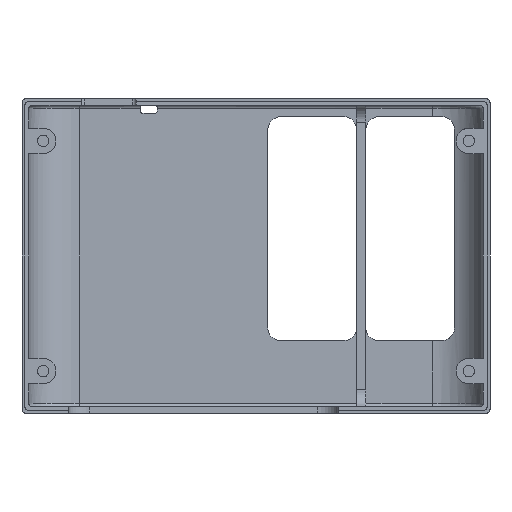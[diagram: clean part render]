
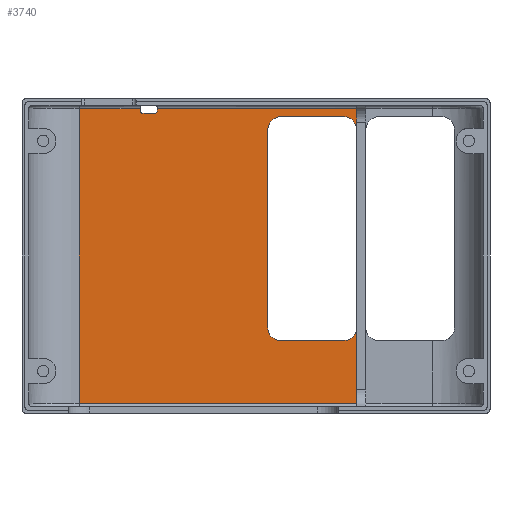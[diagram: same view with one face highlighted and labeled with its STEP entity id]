
A CAD part, front view. The second image highlights one B-rep face of the part: STEP entity #3740.
In plain terms, the highlighted planar face has unit normal (0, -1, 0).
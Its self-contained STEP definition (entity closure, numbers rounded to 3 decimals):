
#8 = DIRECTION ( 'NONE',  ( 1., 0., 0. ) ) ;
#21 = EDGE_CURVE ( 'NONE', #7700, #1951, #5500, .T. ) ;
#50 = CARTESIAN_POINT ( 'NONE',  ( -22.317, 18., 15.648 ) ) ;
#64 = DIRECTION ( 'NONE',  ( 0., 0., -1. ) ) ;
#157 = DIRECTION ( 'NONE',  ( 0., 0., 1. ) ) ;
#174 = ORIENTED_EDGE ( 'NONE', *, *, #822, .T. ) ;
#280 = AXIS2_PLACEMENT_3D ( 'NONE', #8084, #2349, #6658 ) ;
#291 = CARTESIAN_POINT ( 'NONE',  ( 25.288, 18., -35.632 ) ) ;
#384 = DIRECTION ( 'NONE',  ( 0., 0., 1. ) ) ;
#406 = LINE ( 'NONE', #4662, #5977 ) ;
#441 = VERTEX_POINT ( 'NONE', #683 ) ;
#454 = ORIENTED_EDGE ( 'NONE', *, *, #21, .T. ) ;
#516 = VERTEX_POINT ( 'NONE', #1515 ) ;
#566 = EDGE_CURVE ( 'NONE', #8465, #2159, #4979, .T. ) ;
#570 = ORIENTED_EDGE ( 'NONE', *, *, #8807, .T. ) ;
#600 = DIRECTION ( 'NONE',  ( 0., 0., -1. ) ) ;
#664 = CARTESIAN_POINT ( 'NONE',  ( 25.288, 18., -55.837 ) ) ;
#669 = DIRECTION ( 'NONE',  ( 0., 0., 1. ) ) ;
#673 = EDGE_CURVE ( 'NONE', #8847, #3799, #406, .T. ) ;
#683 = CARTESIAN_POINT ( 'NONE',  ( -25.517, 18., 15.248 ) ) ;
#710 = LINE ( 'NONE', #664, #8690 ) ;
#735 = DIRECTION ( 'NONE',  ( 1., 0., 0. ) ) ;
#788 = AXIS2_PLACEMENT_3D ( 'NONE', #8681, #6692, #157 ) ;
#822 = EDGE_CURVE ( 'NONE', #2584, #2698, #2605, .T. ) ;
#876 = EDGE_CURVE ( 'NONE', #1840, #8887, #5014, .T. ) ;
#989 = ORIENTED_EDGE ( 'NONE', *, *, #5285, .T. ) ;
#1073 = LINE ( 'NONE', #3895, #3602 ) ;
#1262 = CARTESIAN_POINT ( 'NONE',  ( 0., 18., 16.298 ) ) ;
#1328 = ORIENTED_EDGE ( 'NONE', *, *, #6399, .T. ) ;
#1353 = LINE ( 'NONE', #1262, #6652 ) ;
#1367 = LINE ( 'NONE', #8457, #4000 ) ;
#1368 = DIRECTION ( 'NONE',  ( 0., 1., 0. ) ) ;
#1462 = ORIENTED_EDGE ( 'NONE', *, *, #3479, .T. ) ;
#1485 = DIRECTION ( 'NONE',  ( 0., 0., 1. ) ) ;
#1515 = CARTESIAN_POINT ( 'NONE',  ( 4.288, 18., 11.368 ) ) ;
#1838 = VECTOR ( 'NONE', #8, 1000. ) ;
#1840 = VERTEX_POINT ( 'NONE', #291 ) ;
#1951 = VERTEX_POINT ( 'NONE', #3212 ) ;
#1978 = DIRECTION ( 'NONE',  ( 0., 0., 1. ) ) ;
#2021 = DIRECTION ( 'NONE',  ( -1., 0., 0. ) ) ;
#2056 = VECTOR ( 'NONE', #2021, 1000. ) ;
#2088 = AXIS2_PLACEMENT_3D ( 'NONE', #4069, #8335, #384 ) ;
#2097 = DIRECTION ( 'NONE',  ( -1., 0., 0. ) ) ;
#2113 = DIRECTION ( 'NONE',  ( 0., 0., -1. ) ) ;
#2159 = VERTEX_POINT ( 'NONE', #6623 ) ;
#2349 = DIRECTION ( 'NONE',  ( 0., 1., 0. ) ) ;
#2378 = DIRECTION ( 'NONE',  ( 0., 0., -1. ) ) ;
#2402 = CARTESIAN_POINT ( 'NONE',  ( -21.917, 18., 15.648 ) ) ;
#2430 = AXIS2_PLACEMENT_3D ( 'NONE', #50, #5727, #1485 ) ;
#2497 = DIRECTION ( 'NONE',  ( 0., 0., 1. ) ) ;
#2584 = VERTEX_POINT ( 'NONE', #6827 ) ;
#2594 = CARTESIAN_POINT ( 'NONE',  ( -40.317, 18., 16.298 ) ) ;
#2605 = CIRCLE ( 'NONE', #7024, 3. ) ;
#2698 = VERTEX_POINT ( 'NONE', #7701 ) ;
#2752 = ORIENTED_EDGE ( 'NONE', *, *, #673, .T. ) ;
#2755 = CARTESIAN_POINT ( 'NONE',  ( -22.317, 18., 15.248 ) ) ;
#2994 = ORIENTED_EDGE ( 'NONE', *, *, #7033, .T. ) ;
#3088 = CARTESIAN_POINT ( 'NONE',  ( 0., 18., 16.298 ) ) ;
#3104 = FACE_OUTER_BOUND ( 'NONE', #5299, .T. ) ;
#3172 = VECTOR ( 'NONE', #6661, 1000. ) ;
#3208 = EDGE_CURVE ( 'NONE', #4442, #516, #1367, .T. ) ;
#3212 = CARTESIAN_POINT ( 'NONE',  ( -40.317, 18., -53.487 ) ) ;
#3236 = VERTEX_POINT ( 'NONE', #6315 ) ;
#3248 = AXIS2_PLACEMENT_3D ( 'NONE', #4010, #5437, #4835 ) ;
#3291 = CARTESIAN_POINT ( 'NONE',  ( 0., 18., 0. ) ) ;
#3343 = EDGE_CURVE ( 'NONE', #516, #6032, #7552, .T. ) ;
#3479 = EDGE_CURVE ( 'NONE', #1951, #8887, #5386, .T. ) ;
#3602 = VECTOR ( 'NONE', #6758, 1000. ) ;
#3619 = EDGE_CURVE ( 'NONE', #6068, #8076, #7884, .T. ) ;
#3683 = CARTESIAN_POINT ( 'NONE',  ( 22.288, 18., -38.632 ) ) ;
#3740 = ADVANCED_FACE ( 'NONE', ( #3104 ), #6672, .F. ) ;
#3791 = EDGE_CURVE ( 'NONE', #6782, #3236, #1073, .T. ) ;
#3799 = VERTEX_POINT ( 'NONE', #6802 ) ;
#3895 = CARTESIAN_POINT ( 'NONE',  ( 0., 18., -38.632 ) ) ;
#3978 = VECTOR ( 'NONE', #735, 1000. ) ;
#4000 = VECTOR ( 'NONE', #669, 1000. ) ;
#4010 = CARTESIAN_POINT ( 'NONE',  ( 7.288, 18., -35.632 ) ) ;
#4050 = CARTESIAN_POINT ( 'NONE',  ( -25.917, 18., 15.648 ) ) ;
#4069 = CARTESIAN_POINT ( 'NONE',  ( -25.517, 18., 15.648 ) ) ;
#4108 = CARTESIAN_POINT ( 'NONE',  ( -40.317, 18., 0. ) ) ;
#4270 = CARTESIAN_POINT ( 'NONE',  ( 25.288, 18., -55.837 ) ) ;
#4417 = CARTESIAN_POINT ( 'NONE',  ( 4.288, 18., -35.632 ) ) ;
#4442 = VERTEX_POINT ( 'NONE', #4417 ) ;
#4484 = DIRECTION ( 'NONE',  ( 0., 1., 0. ) ) ;
#4509 = ORIENTED_EDGE ( 'NONE', *, *, #8652, .T. ) ;
#4662 = CARTESIAN_POINT ( 'NONE',  ( -25.917, 18., 0. ) ) ;
#4798 = EDGE_CURVE ( 'NONE', #8465, #2698, #710, .T. ) ;
#4835 = DIRECTION ( 'NONE',  ( 0., 0., 1. ) ) ;
#4951 = ORIENTED_EDGE ( 'NONE', *, *, #3343, .T. ) ;
#4979 = LINE ( 'NONE', #3088, #3172 ) ;
#5014 = LINE ( 'NONE', #4270, #5836 ) ;
#5075 = CARTESIAN_POINT ( 'NONE',  ( 0., 18., 14.368 ) ) ;
#5184 = VECTOR ( 'NONE', #2378, 1000. ) ;
#5285 = EDGE_CURVE ( 'NONE', #2159, #6068, #7416, .T. ) ;
#5299 = EDGE_LOOP ( 'NONE', ( #7408, #2752, #2994, #454, #1462, #8356, #4509, #6665, #570, #9156, #4951, #1328, #174, #5792, #8228, #989, #8804, #8593 ) ) ;
#5386 = LINE ( 'NONE', #5593, #1838 ) ;
#5419 = EDGE_CURVE ( 'NONE', #441, #8847, #8595, .T. ) ;
#5437 = DIRECTION ( 'NONE',  ( 0., 1., 0. ) ) ;
#5500 = LINE ( 'NONE', #4108, #9137 ) ;
#5593 = CARTESIAN_POINT ( 'NONE',  ( 0., 18., -53.487 ) ) ;
#5727 = DIRECTION ( 'NONE',  ( 0., 1., 0. ) ) ;
#5792 = ORIENTED_EDGE ( 'NONE', *, *, #4798, .F. ) ;
#5836 = VECTOR ( 'NONE', #2113, 1000. ) ;
#5977 = VECTOR ( 'NONE', #2497, 1000. ) ;
#6032 = VERTEX_POINT ( 'NONE', #7739 ) ;
#6068 = VERTEX_POINT ( 'NONE', #2402 ) ;
#6181 = CARTESIAN_POINT ( 'NONE',  ( 22.288, 18., 11.368 ) ) ;
#6315 = CARTESIAN_POINT ( 'NONE',  ( 7.288, 18., -38.632 ) ) ;
#6399 = EDGE_CURVE ( 'NONE', #6032, #2584, #6428, .T. ) ;
#6428 = LINE ( 'NONE', #5075, #3978 ) ;
#6482 = CIRCLE ( 'NONE', #280, 3. ) ;
#6551 = AXIS2_PLACEMENT_3D ( 'NONE', #3291, #4484, #8151 ) ;
#6623 = CARTESIAN_POINT ( 'NONE',  ( -21.917, 18., 16.298 ) ) ;
#6652 = VECTOR ( 'NONE', #2097, 1000. ) ;
#6658 = DIRECTION ( 'NONE',  ( 0., 0., 1. ) ) ;
#6661 = DIRECTION ( 'NONE',  ( -1., 0., 0. ) ) ;
#6665 = ORIENTED_EDGE ( 'NONE', *, *, #3791, .T. ) ;
#6672 = PLANE ( 'NONE',  #6551 ) ;
#6692 = DIRECTION ( 'NONE',  ( 0., 1., 0. ) ) ;
#6758 = DIRECTION ( 'NONE',  ( -1., 0., 0. ) ) ;
#6782 = VERTEX_POINT ( 'NONE', #3683 ) ;
#6802 = CARTESIAN_POINT ( 'NONE',  ( -25.917, 18., 16.298 ) ) ;
#6827 = CARTESIAN_POINT ( 'NONE',  ( 22.288, 18., 14.368 ) ) ;
#6918 = LINE ( 'NONE', #7573, #2056 ) ;
#7024 = AXIS2_PLACEMENT_3D ( 'NONE', #6181, #1368, #1978 ) ;
#7033 = EDGE_CURVE ( 'NONE', #3799, #7700, #1353, .T. ) ;
#7216 = CIRCLE ( 'NONE', #3248, 3. ) ;
#7408 = ORIENTED_EDGE ( 'NONE', *, *, #5419, .T. ) ;
#7416 = LINE ( 'NONE', #8719, #5184 ) ;
#7552 = CIRCLE ( 'NONE', #788, 3. ) ;
#7573 = CARTESIAN_POINT ( 'NONE',  ( 0., 18., 15.248 ) ) ;
#7700 = VERTEX_POINT ( 'NONE', #2594 ) ;
#7701 = CARTESIAN_POINT ( 'NONE',  ( 25.288, 18., 11.368 ) ) ;
#7739 = CARTESIAN_POINT ( 'NONE',  ( 7.288, 18., 14.368 ) ) ;
#7884 = CIRCLE ( 'NONE', #2430, 0.4 ) ;
#8076 = VERTEX_POINT ( 'NONE', #2755 ) ;
#8084 = CARTESIAN_POINT ( 'NONE',  ( 22.288, 18., -35.632 ) ) ;
#8151 = DIRECTION ( 'NONE',  ( 0., 0., 1. ) ) ;
#8223 = CARTESIAN_POINT ( 'NONE',  ( 25.288, 18., -53.487 ) ) ;
#8228 = ORIENTED_EDGE ( 'NONE', *, *, #566, .T. ) ;
#8335 = DIRECTION ( 'NONE',  ( 0., 1., 0. ) ) ;
#8356 = ORIENTED_EDGE ( 'NONE', *, *, #876, .F. ) ;
#8457 = CARTESIAN_POINT ( 'NONE',  ( 4.288, 18., 0. ) ) ;
#8465 = VERTEX_POINT ( 'NONE', #9032 ) ;
#8593 = ORIENTED_EDGE ( 'NONE', *, *, #8741, .T. ) ;
#8595 = CIRCLE ( 'NONE', #2088, 0.4 ) ;
#8652 = EDGE_CURVE ( 'NONE', #1840, #6782, #6482, .T. ) ;
#8681 = CARTESIAN_POINT ( 'NONE',  ( 7.288, 18., 11.368 ) ) ;
#8690 = VECTOR ( 'NONE', #64, 1000. ) ;
#8719 = CARTESIAN_POINT ( 'NONE',  ( -21.917, 18., 0. ) ) ;
#8741 = EDGE_CURVE ( 'NONE', #8076, #441, #6918, .T. ) ;
#8804 = ORIENTED_EDGE ( 'NONE', *, *, #3619, .T. ) ;
#8807 = EDGE_CURVE ( 'NONE', #3236, #4442, #7216, .T. ) ;
#8847 = VERTEX_POINT ( 'NONE', #4050 ) ;
#8887 = VERTEX_POINT ( 'NONE', #8223 ) ;
#9032 = CARTESIAN_POINT ( 'NONE',  ( 25.288, 18., 16.298 ) ) ;
#9137 = VECTOR ( 'NONE', #600, 1000. ) ;
#9156 = ORIENTED_EDGE ( 'NONE', *, *, #3208, .T. ) ;
